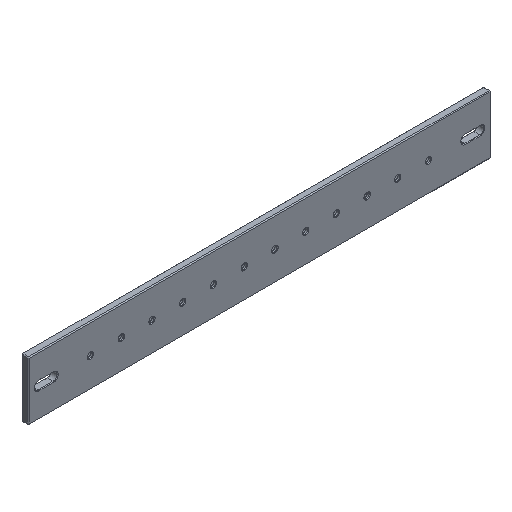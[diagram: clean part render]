
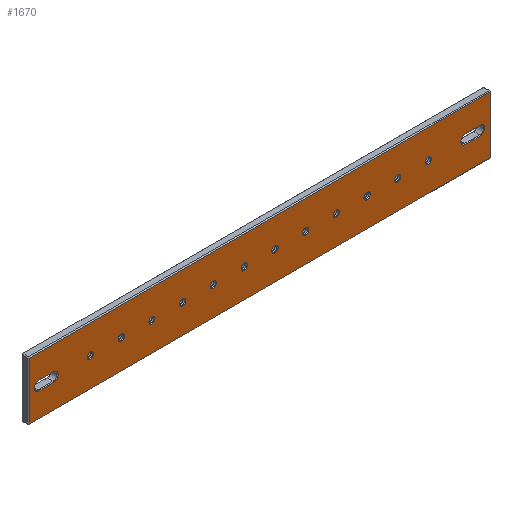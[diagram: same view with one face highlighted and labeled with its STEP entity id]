
A CAD part, isometric view. The second image highlights one B-rep face of the part: STEP entity #1670.
In plain terms, the highlighted planar face has unit normal (0, -1, 0).
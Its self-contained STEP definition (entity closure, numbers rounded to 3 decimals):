
#89=FACE_BOUND('',#365,.T.);
#90=FACE_BOUND('',#366,.T.);
#91=FACE_BOUND('',#367,.T.);
#92=FACE_BOUND('',#368,.T.);
#93=FACE_BOUND('',#369,.T.);
#94=FACE_BOUND('',#370,.T.);
#95=FACE_BOUND('',#371,.T.);
#96=FACE_BOUND('',#372,.T.);
#97=FACE_BOUND('',#373,.T.);
#98=FACE_BOUND('',#374,.T.);
#99=FACE_BOUND('',#375,.T.);
#100=FACE_BOUND('',#376,.T.);
#101=FACE_BOUND('',#377,.T.);
#102=FACE_BOUND('',#378,.T.);
#131=CIRCLE('',#1811,3.1);
#132=CIRCLE('',#1812,3.1);
#133=CIRCLE('',#1813,2.15);
#134=CIRCLE('',#1814,2.15);
#135=CIRCLE('',#1815,2.15);
#136=CIRCLE('',#1816,2.15);
#137=CIRCLE('',#1817,2.15);
#138=CIRCLE('',#1818,2.15);
#139=CIRCLE('',#1819,2.15);
#140=CIRCLE('',#1820,2.15);
#141=CIRCLE('',#1821,2.15);
#142=CIRCLE('',#1822,2.15);
#143=CIRCLE('',#1823,2.15);
#144=CIRCLE('',#1824,2.15);
#145=CIRCLE('',#1825,3.1);
#146=CIRCLE('',#1826,3.1);
#240=FACE_OUTER_BOUND('',#364,.T.);
#364=EDGE_LOOP('',(#1235,#1236,#1237,#1238));
#365=EDGE_LOOP('',(#1239,#1240,#1241,#1242));
#366=EDGE_LOOP('',(#1243));
#367=EDGE_LOOP('',(#1244));
#368=EDGE_LOOP('',(#1245));
#369=EDGE_LOOP('',(#1246));
#370=EDGE_LOOP('',(#1247));
#371=EDGE_LOOP('',(#1248));
#372=EDGE_LOOP('',(#1249));
#373=EDGE_LOOP('',(#1250));
#374=EDGE_LOOP('',(#1251));
#375=EDGE_LOOP('',(#1252));
#376=EDGE_LOOP('',(#1253));
#377=EDGE_LOOP('',(#1254));
#378=EDGE_LOOP('',(#1255,#1256,#1257,#1258));
#513=LINE('',#2616,#649);
#515=LINE('',#2619,#651);
#519=LINE('',#2625,#655);
#521=LINE('',#2628,#657);
#527=LINE('',#2680,#663);
#528=LINE('',#2683,#664);
#529=LINE('',#2712,#665);
#530=LINE('',#2715,#666);
#649=VECTOR('',#2051,10.);
#651=VECTOR('',#2055,10.);
#655=VECTOR('',#2063,10.);
#657=VECTOR('',#2067,10.);
#663=VECTOR('',#2119,10.);
#664=VECTOR('',#2122,10.);
#665=VECTOR('',#2149,10.);
#666=VECTOR('',#2152,10.);
#748=VERTEX_POINT('',#2540);
#751=VERTEX_POINT('',#2547);
#754=VERTEX_POINT('',#2554);
#760=VERTEX_POINT('',#2568);
#791=VERTEX_POINT('',#2676);
#792=VERTEX_POINT('',#2677);
#793=VERTEX_POINT('',#2679);
#794=VERTEX_POINT('',#2681);
#795=VERTEX_POINT('',#2684);
#796=VERTEX_POINT('',#2686);
#797=VERTEX_POINT('',#2688);
#798=VERTEX_POINT('',#2690);
#799=VERTEX_POINT('',#2692);
#800=VERTEX_POINT('',#2694);
#801=VERTEX_POINT('',#2696);
#802=VERTEX_POINT('',#2698);
#803=VERTEX_POINT('',#2700);
#804=VERTEX_POINT('',#2702);
#805=VERTEX_POINT('',#2704);
#806=VERTEX_POINT('',#2706);
#807=VERTEX_POINT('',#2708);
#808=VERTEX_POINT('',#2709);
#809=VERTEX_POINT('',#2711);
#810=VERTEX_POINT('',#2713);
#925=EDGE_CURVE('',#751,#760,#513,.T.);
#927=EDGE_CURVE('',#760,#754,#515,.T.);
#931=EDGE_CURVE('',#754,#748,#519,.T.);
#933=EDGE_CURVE('',#748,#751,#521,.T.);
#955=EDGE_CURVE('',#791,#792,#131,.T.);
#956=EDGE_CURVE('',#793,#791,#527,.T.);
#957=EDGE_CURVE('',#794,#793,#132,.T.);
#958=EDGE_CURVE('',#792,#794,#528,.T.);
#959=EDGE_CURVE('',#795,#795,#133,.T.);
#960=EDGE_CURVE('',#796,#796,#134,.T.);
#961=EDGE_CURVE('',#797,#797,#135,.T.);
#962=EDGE_CURVE('',#798,#798,#136,.T.);
#963=EDGE_CURVE('',#799,#799,#137,.T.);
#964=EDGE_CURVE('',#800,#800,#138,.T.);
#965=EDGE_CURVE('',#801,#801,#139,.T.);
#966=EDGE_CURVE('',#802,#802,#140,.T.);
#967=EDGE_CURVE('',#803,#803,#141,.T.);
#968=EDGE_CURVE('',#804,#804,#142,.T.);
#969=EDGE_CURVE('',#805,#805,#143,.T.);
#970=EDGE_CURVE('',#806,#806,#144,.T.);
#971=EDGE_CURVE('',#807,#808,#145,.T.);
#972=EDGE_CURVE('',#809,#807,#529,.T.);
#973=EDGE_CURVE('',#810,#809,#146,.T.);
#974=EDGE_CURVE('',#808,#810,#530,.T.);
#1235=ORIENTED_EDGE('',*,*,#925,.F.);
#1236=ORIENTED_EDGE('',*,*,#933,.F.);
#1237=ORIENTED_EDGE('',*,*,#931,.F.);
#1238=ORIENTED_EDGE('',*,*,#927,.F.);
#1239=ORIENTED_EDGE('',*,*,#955,.F.);
#1240=ORIENTED_EDGE('',*,*,#956,.F.);
#1241=ORIENTED_EDGE('',*,*,#957,.F.);
#1242=ORIENTED_EDGE('',*,*,#958,.F.);
#1243=ORIENTED_EDGE('',*,*,#959,.F.);
#1244=ORIENTED_EDGE('',*,*,#960,.F.);
#1245=ORIENTED_EDGE('',*,*,#961,.F.);
#1246=ORIENTED_EDGE('',*,*,#962,.F.);
#1247=ORIENTED_EDGE('',*,*,#963,.F.);
#1248=ORIENTED_EDGE('',*,*,#964,.F.);
#1249=ORIENTED_EDGE('',*,*,#965,.F.);
#1250=ORIENTED_EDGE('',*,*,#966,.F.);
#1251=ORIENTED_EDGE('',*,*,#967,.F.);
#1252=ORIENTED_EDGE('',*,*,#968,.F.);
#1253=ORIENTED_EDGE('',*,*,#969,.F.);
#1254=ORIENTED_EDGE('',*,*,#970,.F.);
#1255=ORIENTED_EDGE('',*,*,#971,.F.);
#1256=ORIENTED_EDGE('',*,*,#972,.F.);
#1257=ORIENTED_EDGE('',*,*,#973,.F.);
#1258=ORIENTED_EDGE('',*,*,#974,.F.);
#1620=PLANE('',#1810);
#1670=ADVANCED_FACE('',(#240,#89,#90,#91,#92,#93,#94,#95,#96,#97,#98,#99,
#100,#101,#102),#1620,.T.);
#1810=AXIS2_PLACEMENT_3D('',#2675,#2115,#2116);
#1811=AXIS2_PLACEMENT_3D('',#2678,#2117,#2118);
#1812=AXIS2_PLACEMENT_3D('',#2682,#2120,#2121);
#1813=AXIS2_PLACEMENT_3D('',#2685,#2123,#2124);
#1814=AXIS2_PLACEMENT_3D('',#2687,#2125,#2126);
#1815=AXIS2_PLACEMENT_3D('',#2689,#2127,#2128);
#1816=AXIS2_PLACEMENT_3D('',#2691,#2129,#2130);
#1817=AXIS2_PLACEMENT_3D('',#2693,#2131,#2132);
#1818=AXIS2_PLACEMENT_3D('',#2695,#2133,#2134);
#1819=AXIS2_PLACEMENT_3D('',#2697,#2135,#2136);
#1820=AXIS2_PLACEMENT_3D('',#2699,#2137,#2138);
#1821=AXIS2_PLACEMENT_3D('',#2701,#2139,#2140);
#1822=AXIS2_PLACEMENT_3D('',#2703,#2141,#2142);
#1823=AXIS2_PLACEMENT_3D('',#2705,#2143,#2144);
#1824=AXIS2_PLACEMENT_3D('',#2707,#2145,#2146);
#1825=AXIS2_PLACEMENT_3D('',#2710,#2147,#2148);
#1826=AXIS2_PLACEMENT_3D('',#2714,#2150,#2151);
#2051=DIRECTION('',(1.,0.,0.));
#2055=DIRECTION('',(0.,0.,-1.));
#2063=DIRECTION('',(-1.,0.,0.));
#2067=DIRECTION('',(0.,0.,1.));
#2115=DIRECTION('center_axis',(0.,-1.,0.));
#2116=DIRECTION('ref_axis',(0.,0.,-1.));
#2117=DIRECTION('center_axis',(0.,-1.,0.));
#2118=DIRECTION('ref_axis',(0.,0.,1.));
#2119=DIRECTION('',(1.,0.,0.));
#2120=DIRECTION('center_axis',(0.,-1.,0.));
#2121=DIRECTION('ref_axis',(0.,0.,-1.));
#2122=DIRECTION('',(-1.,0.,0.));
#2123=DIRECTION('center_axis',(0.,-1.,0.));
#2124=DIRECTION('ref_axis',(0.,0.,1.));
#2125=DIRECTION('center_axis',(0.,-1.,0.));
#2126=DIRECTION('ref_axis',(0.,0.,1.));
#2127=DIRECTION('center_axis',(0.,-1.,0.));
#2128=DIRECTION('ref_axis',(0.,0.,1.));
#2129=DIRECTION('center_axis',(0.,-1.,0.));
#2130=DIRECTION('ref_axis',(0.,0.,1.));
#2131=DIRECTION('center_axis',(0.,-1.,0.));
#2132=DIRECTION('ref_axis',(0.,0.,1.));
#2133=DIRECTION('center_axis',(0.,-1.,0.));
#2134=DIRECTION('ref_axis',(0.,0.,1.));
#2135=DIRECTION('center_axis',(0.,-1.,0.));
#2136=DIRECTION('ref_axis',(0.,0.,1.));
#2137=DIRECTION('center_axis',(0.,-1.,0.));
#2138=DIRECTION('ref_axis',(0.,0.,1.));
#2139=DIRECTION('center_axis',(0.,-1.,0.));
#2140=DIRECTION('ref_axis',(0.,0.,1.));
#2141=DIRECTION('center_axis',(0.,-1.,0.));
#2142=DIRECTION('ref_axis',(0.,0.,1.));
#2143=DIRECTION('center_axis',(0.,-1.,0.));
#2144=DIRECTION('ref_axis',(0.,0.,1.));
#2145=DIRECTION('center_axis',(0.,-1.,0.));
#2146=DIRECTION('ref_axis',(0.,0.,1.));
#2147=DIRECTION('center_axis',(0.,-1.,0.));
#2148=DIRECTION('ref_axis',(0.,0.,1.));
#2149=DIRECTION('',(1.,0.,0.));
#2150=DIRECTION('center_axis',(0.,-1.,0.));
#2151=DIRECTION('ref_axis',(0.,0.,-1.));
#2152=DIRECTION('',(-1.,0.,0.));
#2540=CARTESIAN_POINT('',(-312.6,-4.8,0.6));
#2547=CARTESIAN_POINT('',(-312.6,-4.8,39.2));
#2554=CARTESIAN_POINT('',(-0.6,-4.8,0.6));
#2568=CARTESIAN_POINT('',(-0.6,-4.8,39.2));
#2616=CARTESIAN_POINT('',(-78.3,-4.8,39.2));
#2619=CARTESIAN_POINT('',(-0.6,-4.8,9.95));
#2625=CARTESIAN_POINT('',(-234.9,-4.8,0.6));
#2628=CARTESIAN_POINT('',(-312.6,-4.8,29.85));
#2675=CARTESIAN_POINT('Origin',(-156.6,-4.8,19.9));
#2676=CARTESIAN_POINT('',(-296.,-4.8,16.8));
#2677=CARTESIAN_POINT('',(-296.,-4.8,23.));
#2678=CARTESIAN_POINT('Origin',(-296.,-4.8,19.9));
#2679=CARTESIAN_POINT('',(-306.,-4.8,16.8));
#2680=CARTESIAN_POINT('',(-231.3,-4.8,16.8));
#2681=CARTESIAN_POINT('',(-306.,-4.8,23.));
#2682=CARTESIAN_POINT('Origin',(-306.,-4.8,19.9));
#2683=CARTESIAN_POINT('',(-226.3,-4.8,23.));
#2684=CARTESIAN_POINT('',(-271.,-4.8,17.75));
#2685=CARTESIAN_POINT('Origin',(-271.,-4.8,19.9));
#2686=CARTESIAN_POINT('',(-229.4,-4.8,17.75));
#2687=CARTESIAN_POINT('Origin',(-229.4,-4.8,19.9));
#2688=CARTESIAN_POINT('',(-187.8,-4.8,17.75));
#2689=CARTESIAN_POINT('Origin',(-187.8,-4.8,19.9));
#2690=CARTESIAN_POINT('',(-146.2,-4.8,17.75));
#2691=CARTESIAN_POINT('Origin',(-146.2,-4.8,19.9));
#2692=CARTESIAN_POINT('',(-104.6,-4.8,17.75));
#2693=CARTESIAN_POINT('Origin',(-104.6,-4.8,19.9));
#2694=CARTESIAN_POINT('',(-63.,-4.8,17.75));
#2695=CARTESIAN_POINT('Origin',(-63.,-4.8,19.9));
#2696=CARTESIAN_POINT('',(-42.2,-4.8,17.75));
#2697=CARTESIAN_POINT('Origin',(-42.2,-4.8,19.9));
#2698=CARTESIAN_POINT('',(-83.8,-4.8,17.75));
#2699=CARTESIAN_POINT('Origin',(-83.8,-4.8,19.9));
#2700=CARTESIAN_POINT('',(-125.4,-4.8,17.75));
#2701=CARTESIAN_POINT('Origin',(-125.4,-4.8,19.9));
#2702=CARTESIAN_POINT('',(-167.,-4.8,17.75));
#2703=CARTESIAN_POINT('Origin',(-167.,-4.8,19.9));
#2704=CARTESIAN_POINT('',(-208.6,-4.8,17.75));
#2705=CARTESIAN_POINT('Origin',(-208.6,-4.8,19.9));
#2706=CARTESIAN_POINT('',(-250.2,-4.8,17.75));
#2707=CARTESIAN_POINT('Origin',(-250.2,-4.8,19.9));
#2708=CARTESIAN_POINT('',(-7.2,-4.8,16.8));
#2709=CARTESIAN_POINT('',(-7.2,-4.8,23.));
#2710=CARTESIAN_POINT('Origin',(-7.2,-4.8,19.9));
#2711=CARTESIAN_POINT('',(-17.2,-4.8,16.8));
#2712=CARTESIAN_POINT('',(-86.9,-4.8,16.8));
#2713=CARTESIAN_POINT('',(-17.2,-4.8,23.));
#2714=CARTESIAN_POINT('Origin',(-17.2,-4.8,19.9));
#2715=CARTESIAN_POINT('',(-81.9,-4.8,23.));
